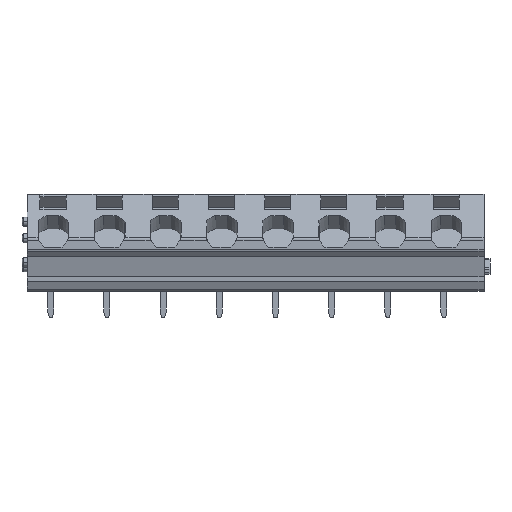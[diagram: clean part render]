
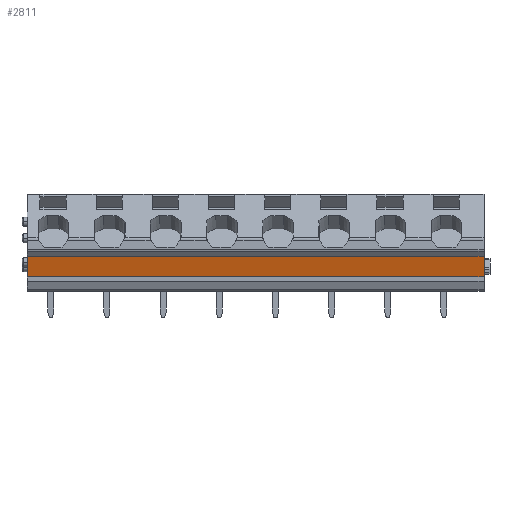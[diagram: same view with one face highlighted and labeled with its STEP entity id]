
A CAD part, front view. The second image highlights one B-rep face of the part: STEP entity #2811.
In plain terms, the highlighted planar face has unit normal (0, -0.966, -0.259).
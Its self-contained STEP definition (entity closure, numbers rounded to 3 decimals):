
#2784=AXIS2_PLACEMENT_3D('Plane Axis2P3D',#2781,#2782,#2783) ;
#2759=CARTESIAN_POINT('Vertex',(61.7,1.37,5.45)) ;
#2762=CARTESIAN_POINT('Line Origine',(31.2,1.37,5.45)) ;
#2766=CARTESIAN_POINT('Vertex',(0.7,1.37,5.45)) ;
#2781=CARTESIAN_POINT('Axis2P3D Location',(0.,0.634,8.2)) ;
#2786=CARTESIAN_POINT('Line Origine',(61.7,1.002,6.825)) ;
#2790=CARTESIAN_POINT('Vertex',(61.7,0.634,8.2)) ;
#2793=CARTESIAN_POINT('Line Origine',(31.2,0.634,8.2)) ;
#2797=CARTESIAN_POINT('Vertex',(0.7,0.634,8.2)) ;
#2800=CARTESIAN_POINT('Line Origine',(0.7,1.002,6.825)) ;
#2763=DIRECTION('Vector Direction',(1.,0.,0.)) ;
#2782=DIRECTION('Axis2P3D Direction',(0.,-0.966,-0.259)) ;
#2783=DIRECTION('Axis2P3D XDirection',(0.,0.259,-0.966)) ;
#2787=DIRECTION('Vector Direction',(0.,0.259,-0.966)) ;
#2794=DIRECTION('Vector Direction',(1.,0.,0.)) ;
#2801=DIRECTION('Vector Direction',(0.,0.259,-0.966)) ;
#2764=VECTOR('Line Direction',#2763,1.) ;
#2788=VECTOR('Line Direction',#2787,1.) ;
#2795=VECTOR('Line Direction',#2794,1.) ;
#2802=VECTOR('Line Direction',#2801,1.) ;
#2806=ORIENTED_EDGE('',*,*,#2792,.F.) ;
#2807=ORIENTED_EDGE('',*,*,#2799,.F.) ;
#2808=ORIENTED_EDGE('',*,*,#2804,.F.) ;
#2809=ORIENTED_EDGE('',*,*,#2768,.T.) ;
#2811=ADVANCED_FACE('HOUSING',(#2810),#2785,.T.) ;
#2768=EDGE_CURVE('',#2767,#2760,#2765,.T.) ;
#2792=EDGE_CURVE('',#2791,#2760,#2789,.T.) ;
#2799=EDGE_CURVE('',#2798,#2791,#2796,.T.) ;
#2804=EDGE_CURVE('',#2767,#2798,#2803,.F.) ;
#2805=EDGE_LOOP('',(#2806,#2807,#2808,#2809)) ;
#2810=FACE_OUTER_BOUND('',#2805,.T.) ;
#2765=LINE('Line',#2762,#2764) ;
#2789=LINE('Line',#2786,#2788) ;
#2796=LINE('Line',#2793,#2795) ;
#2803=LINE('Line',#2800,#2802) ;
#2785=PLANE('',#2784) ;
#2760=VERTEX_POINT('',#2759) ;
#2767=VERTEX_POINT('',#2766) ;
#2791=VERTEX_POINT('',#2790) ;
#2798=VERTEX_POINT('',#2797) ;
